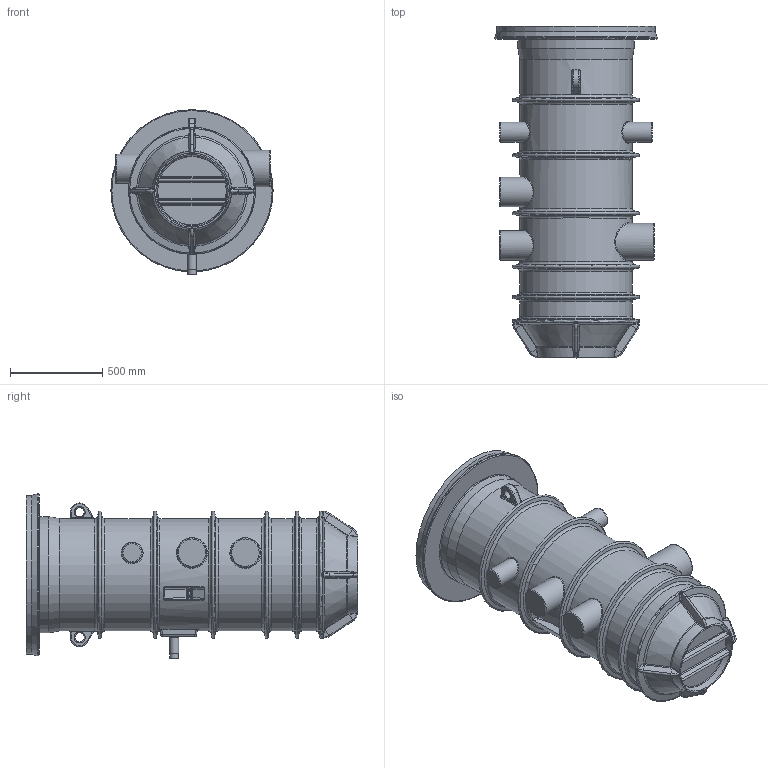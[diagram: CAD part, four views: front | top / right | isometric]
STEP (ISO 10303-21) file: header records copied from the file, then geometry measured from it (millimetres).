
FILE_DESCRIPTION(/* description */ (''),/* implementation_level */ '2;1');
FILE_NAME(/* name */ '2544151c3d001_02.stp',/* time_stamp */ '2023-08-28T11:08:53+02:00',/* author */ (''),/* organization */ ('WILO SE'),/* preprocessor_version */ 'ST-DEVELOPER v16.7',/* originating_system */ 'SIEMENS PLM Software NX 12.0',/* authorisation */ '');
FILE_SCHEMA (('AUTOMOTIVE_DESIGN { 1 0 10303 214 3 1 1 1 }'));
Products named in the file (1): Hild087011143dlg
Bounding box: 880 x 1799.98 x 893.29 mm (x, y, z)
Volume: 43853331.6 mm3; surface area: 11040486.1 mm2
Topology: 30 solids, 30 shells, 1862 faces, 4446 edges, 2626 vertices
Faces by surface type: plane 601, cylinder 480, bspline 394, cone 181, torus 104, sphere 66, revolution 36
Full cylindrical faces by diameter (mm): 6.2 x2, 8.376 x2, 8.4 x3, 9 x2, 10 x1, 10.5 x4, 20 x1, 22 x1, 24 x2, 26 x1, 30 x4, 30.291 x1, 38 x3, 40 x1, 42.3 x2, 44.845 x1, 47.8 x3, 47.803 x4, 48.3 x3, 50 x2, 55 x1, 56 x1, 57 x1, 59 x1, 62 x1, 66 x2, 74.5 x1, 80 x1, 93 x2, 95 x1
Entity records: 70452 total; most frequent: CARTESIAN_POINT 30021, ORIENTED_EDGE 8192, DIRECTION 7960, EDGE_CURVE 4096, AXIS2_PLACEMENT_3D 3163, VERTEX_POINT 2554, EDGE_LOOP 2184, ADVANCED_FACE 1861
